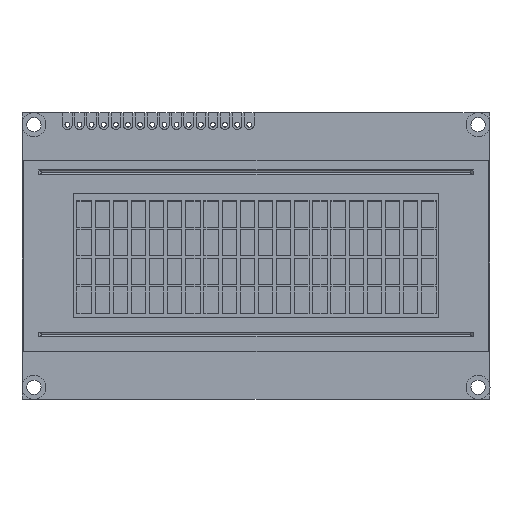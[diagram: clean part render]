
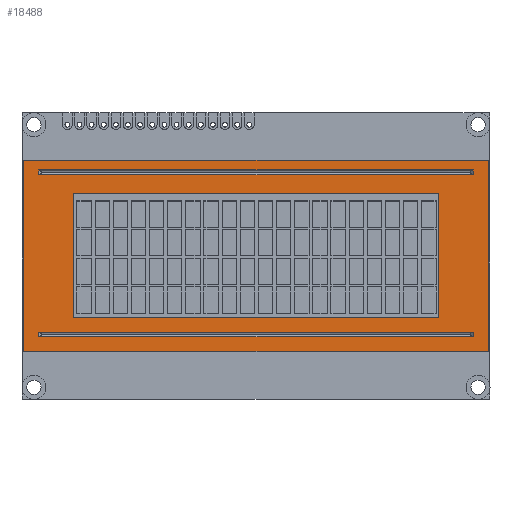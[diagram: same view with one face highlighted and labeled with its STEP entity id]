
A CAD part, top view. The second image highlights one B-rep face of the part: STEP entity #18488.
In plain terms, the highlighted planar face has unit normal (0, 0, 1).
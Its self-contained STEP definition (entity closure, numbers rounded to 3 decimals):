
#57 = VECTOR ( 'NONE', #24571, 1000. ) ;
#287 = LINE ( 'NONE', #21470, #5577 ) ;
#378 = EDGE_LOOP ( 'NONE', ( #27764, #14038, #13609, #21983 ) ) ;
#1005 = ORIENTED_EDGE ( 'NONE', *, *, #2756, .F. ) ;
#1238 = VECTOR ( 'NONE', #19650, 1000. ) ;
#1790 = VECTOR ( 'NONE', #11235, 1000. ) ;
#1891 = VECTOR ( 'NONE', #25770, 1000. ) ;
#2080 = VERTEX_POINT ( 'NONE', #15435 ) ;
#2164 = VECTOR ( 'NONE', #10403, 1000. ) ;
#2756 = EDGE_CURVE ( 'NONE', #16761, #8241, #27226, .T. ) ;
#2832 = LINE ( 'NONE', #3429, #14135 ) ;
#3035 = DIRECTION ( 'NONE',  ( 1., 0., 0. ) ) ;
#3429 = CARTESIAN_POINT ( 'NONE',  ( -45.5, 0., 11.6 ) ) ;
#3659 = EDGE_CURVE ( 'NONE', #15006, #4780, #15186, .T. ) ;
#3689 = VECTOR ( 'NONE', #19734, 1000. ) ;
#4392 = LINE ( 'NONE', #14915, #3689 ) ;
#4702 = ORIENTED_EDGE ( 'NONE', *, *, #3659, .T. ) ;
#4780 = VERTEX_POINT ( 'NONE', #16783 ) ;
#5164 = CARTESIAN_POINT ( 'NONE',  ( -48.6, -20., 11.6 ) ) ;
#5195 = EDGE_CURVE ( 'NONE', #19816, #10103, #15333, .T. ) ;
#5435 = ORIENTED_EDGE ( 'NONE', *, *, #27823, .F. ) ;
#5577 = VECTOR ( 'NONE', #5941, 1000. ) ;
#5927 = ORIENTED_EDGE ( 'NONE', *, *, #27732, .F. ) ;
#5941 = DIRECTION ( 'NONE',  ( -1., 0., 0. ) ) ;
#6121 = DIRECTION ( 'NONE',  ( -1., 0., 0. ) ) ;
#6182 = ORIENTED_EDGE ( 'NONE', *, *, #7557, .T. ) ;
#6371 = CARTESIAN_POINT ( 'NONE',  ( 45.5, -16.942, 11.6 ) ) ;
#6463 = FACE_BOUND ( 'NONE', #26504, .T. ) ;
#6583 = VECTOR ( 'NONE', #7367, 1000. ) ;
#7030 = EDGE_CURVE ( 'NONE', #20072, #4780, #28097, .T. ) ;
#7235 = DIRECTION ( 'NONE',  ( 0., 0., 1. ) ) ;
#7367 = DIRECTION ( 'NONE',  ( 1., 0., 0. ) ) ;
#7557 = EDGE_CURVE ( 'NONE', #8558, #2080, #27342, .T. ) ;
#7798 = VERTEX_POINT ( 'NONE', #12090 ) ;
#7845 = CARTESIAN_POINT ( 'NONE',  ( 48.6, -20., 11.6 ) ) ;
#8082 = EDGE_CURVE ( 'NONE', #7798, #20979, #22009, .T. ) ;
#8122 = LINE ( 'NONE', #28736, #25322 ) ;
#8241 = VERTEX_POINT ( 'NONE', #15993 ) ;
#8412 = VECTOR ( 'NONE', #17972, 1000. ) ;
#8558 = VERTEX_POINT ( 'NONE', #12892 ) ;
#8625 = DIRECTION ( 'NONE',  ( -1., 0., 0. ) ) ;
#8626 = CARTESIAN_POINT ( 'NONE',  ( 45.5, 17.993, 11.6 ) ) ;
#8801 = CARTESIAN_POINT ( 'NONE',  ( 45.5, 16.993, 11.6 ) ) ;
#9535 = EDGE_CURVE ( 'NONE', #23060, #14850, #14153, .T. ) ;
#9988 = ORIENTED_EDGE ( 'NONE', *, *, #8082, .T. ) ;
#10103 = VERTEX_POINT ( 'NONE', #14091 ) ;
#10350 = EDGE_CURVE ( 'NONE', #20072, #15428, #2832, .T. ) ;
#10403 = DIRECTION ( 'NONE',  ( 0., 1., 0. ) ) ;
#11144 = DIRECTION ( 'NONE',  ( 1., 0., 0. ) ) ;
#11235 = DIRECTION ( 'NONE',  ( 0., -1., 0. ) ) ;
#11365 = LINE ( 'NONE', #26009, #22635 ) ;
#11604 = CARTESIAN_POINT ( 'NONE',  ( 0., 0., 11.6 ) ) ;
#12090 = CARTESIAN_POINT ( 'NONE',  ( 45.5, -15.942, 11.6 ) ) ;
#12514 = ORIENTED_EDGE ( 'NONE', *, *, #20957, .F. ) ;
#12564 = LINE ( 'NONE', #5164, #6583 ) ;
#12872 = AXIS2_PLACEMENT_3D ( 'NONE', #11604, #7235, #3035 ) ;
#12892 = CARTESIAN_POINT ( 'NONE',  ( -45.5, -16.942, 11.6 ) ) ;
#13213 = VECTOR ( 'NONE', #6121, 1000. ) ;
#13609 = ORIENTED_EDGE ( 'NONE', *, *, #5195, .T. ) ;
#13977 = ORIENTED_EDGE ( 'NONE', *, *, #9535, .F. ) ;
#14038 = ORIENTED_EDGE ( 'NONE', *, *, #22769, .T. ) ;
#14091 = CARTESIAN_POINT ( 'NONE',  ( -48.6, -20., 11.6 ) ) ;
#14135 = VECTOR ( 'NONE', #28300, 1000. ) ;
#14153 = LINE ( 'NONE', #22221, #57 ) ;
#14783 = CARTESIAN_POINT ( 'NONE',  ( -45.5, 17.993, 11.6 ) ) ;
#14850 = VERTEX_POINT ( 'NONE', #18800 ) ;
#14915 = CARTESIAN_POINT ( 'NONE',  ( -45., -15.942, 11.6 ) ) ;
#15006 = VERTEX_POINT ( 'NONE', #8626 ) ;
#15186 = LINE ( 'NONE', #8801, #1790 ) ;
#15333 = LINE ( 'NONE', #22858, #25510 ) ;
#15428 = VERTEX_POINT ( 'NONE', #14783 ) ;
#15435 = CARTESIAN_POINT ( 'NONE',  ( -45.5, -15.942, 11.6 ) ) ;
#15617 = ORIENTED_EDGE ( 'NONE', *, *, #7030, .F. ) ;
#15911 = CARTESIAN_POINT ( 'NONE',  ( -38.25, 13., 11.6 ) ) ;
#15969 = DIRECTION ( 'NONE',  ( 1., 0., 0. ) ) ;
#15993 = CARTESIAN_POINT ( 'NONE',  ( 38.25, 13., 11.6 ) ) ;
#16071 = EDGE_CURVE ( 'NONE', #17002, #19536, #26080, .T. ) ;
#16737 = CARTESIAN_POINT ( 'NONE',  ( 38.25, 13., 11.6 ) ) ;
#16761 = VERTEX_POINT ( 'NONE', #22465 ) ;
#16783 = CARTESIAN_POINT ( 'NONE',  ( 45.5, 16.993, 11.6 ) ) ;
#17002 = VERTEX_POINT ( 'NONE', #7845 ) ;
#17071 = LINE ( 'NONE', #28489, #13213 ) ;
#17081 = EDGE_CURVE ( 'NONE', #15006, #15428, #287, .T. ) ;
#17096 = ORIENTED_EDGE ( 'NONE', *, *, #23380, .F. ) ;
#17372 = CARTESIAN_POINT ( 'NONE',  ( 45.5, -16.942, 11.6 ) ) ;
#17725 = CARTESIAN_POINT ( 'NONE',  ( -45., -16.942, 11.6 ) ) ;
#17972 = DIRECTION ( 'NONE',  ( 0., 1., 0. ) ) ;
#18014 = CARTESIAN_POINT ( 'NONE',  ( -45., 16.993, 11.6 ) ) ;
#18313 = DIRECTION ( 'NONE',  ( 0., -1., 0. ) ) ;
#18419 = FACE_BOUND ( 'NONE', #29114, .T. ) ;
#18488 = ADVANCED_FACE ( 'NONE', ( #26470, #18419, #6463, #21574 ), #27209, .T. ) ;
#18800 = CARTESIAN_POINT ( 'NONE',  ( -38.25, -13., 11.6 ) ) ;
#19448 = DIRECTION ( 'NONE',  ( 1., 0., 0. ) ) ;
#19536 = VERTEX_POINT ( 'NONE', #20886 ) ;
#19554 = CARTESIAN_POINT ( 'NONE',  ( -48.6, 20., 11.6 ) ) ;
#19650 = DIRECTION ( 'NONE',  ( 0., -1., 0. ) ) ;
#19680 = LINE ( 'NONE', #17725, #20018 ) ;
#19734 = DIRECTION ( 'NONE',  ( -1., 0., 0. ) ) ;
#19816 = VERTEX_POINT ( 'NONE', #19554 ) ;
#19825 = ORIENTED_EDGE ( 'NONE', *, *, #17081, .F. ) ;
#20018 = VECTOR ( 'NONE', #11144, 1000. ) ;
#20072 = VERTEX_POINT ( 'NONE', #22876 ) ;
#20886 = CARTESIAN_POINT ( 'NONE',  ( 48.6, 20., 11.6 ) ) ;
#20957 = EDGE_CURVE ( 'NONE', #7798, #2080, #4392, .T. ) ;
#20979 = VERTEX_POINT ( 'NONE', #6371 ) ;
#21470 = CARTESIAN_POINT ( 'NONE',  ( -45., 17.993, 11.6 ) ) ;
#21574 = FACE_OUTER_BOUND ( 'NONE', #378, .T. ) ;
#21694 = EDGE_LOOP ( 'NONE', ( #12514, #9988, #5435, #6182 ) ) ;
#21983 = ORIENTED_EDGE ( 'NONE', *, *, #28377, .T. ) ;
#22009 = LINE ( 'NONE', #17372, #1238 ) ;
#22221 = CARTESIAN_POINT ( 'NONE',  ( -38.25, 13., 11.6 ) ) ;
#22338 = CARTESIAN_POINT ( 'NONE',  ( -45.5, 0., 11.6 ) ) ;
#22465 = CARTESIAN_POINT ( 'NONE',  ( 38.25, -13., 11.6 ) ) ;
#22635 = VECTOR ( 'NONE', #19448, 1000. ) ;
#22769 = EDGE_CURVE ( 'NONE', #19536, #19816, #17071, .T. ) ;
#22858 = CARTESIAN_POINT ( 'NONE',  ( -48.6, 20., 11.6 ) ) ;
#22876 = CARTESIAN_POINT ( 'NONE',  ( -45.5, 16.993, 11.6 ) ) ;
#23060 = VERTEX_POINT ( 'NONE', #15911 ) ;
#23380 = EDGE_CURVE ( 'NONE', #14850, #16761, #11365, .T. ) ;
#24271 = CARTESIAN_POINT ( 'NONE',  ( 48.6, 20., 11.6 ) ) ;
#24571 = DIRECTION ( 'NONE',  ( 0., -1., 0. ) ) ;
#25164 = ORIENTED_EDGE ( 'NONE', *, *, #10350, .T. ) ;
#25322 = VECTOR ( 'NONE', #8625, 1000. ) ;
#25510 = VECTOR ( 'NONE', #18313, 1000. ) ;
#25770 = DIRECTION ( 'NONE',  ( 0., 1., 0. ) ) ;
#26009 = CARTESIAN_POINT ( 'NONE',  ( -38.25, -13., 11.6 ) ) ;
#26080 = LINE ( 'NONE', #24271, #2164 ) ;
#26470 = FACE_BOUND ( 'NONE', #21694, .T. ) ;
#26504 = EDGE_LOOP ( 'NONE', ( #1005, #17096, #13977, #5927 ) ) ;
#27209 = PLANE ( 'NONE',  #12872 ) ;
#27226 = LINE ( 'NONE', #16737, #1891 ) ;
#27342 = LINE ( 'NONE', #22338, #8412 ) ;
#27379 = VECTOR ( 'NONE', #15969, 1000. ) ;
#27732 = EDGE_CURVE ( 'NONE', #8241, #23060, #8122, .T. ) ;
#27764 = ORIENTED_EDGE ( 'NONE', *, *, #16071, .T. ) ;
#27823 = EDGE_CURVE ( 'NONE', #8558, #20979, #19680, .T. ) ;
#28097 = LINE ( 'NONE', #18014, #27379 ) ;
#28300 = DIRECTION ( 'NONE',  ( 0., 1., 0. ) ) ;
#28377 = EDGE_CURVE ( 'NONE', #10103, #17002, #12564, .T. ) ;
#28489 = CARTESIAN_POINT ( 'NONE',  ( -48.6, 20., 11.6 ) ) ;
#28736 = CARTESIAN_POINT ( 'NONE',  ( -38.25, 13., 11.6 ) ) ;
#29114 = EDGE_LOOP ( 'NONE', ( #19825, #4702, #15617, #25164 ) ) ;
